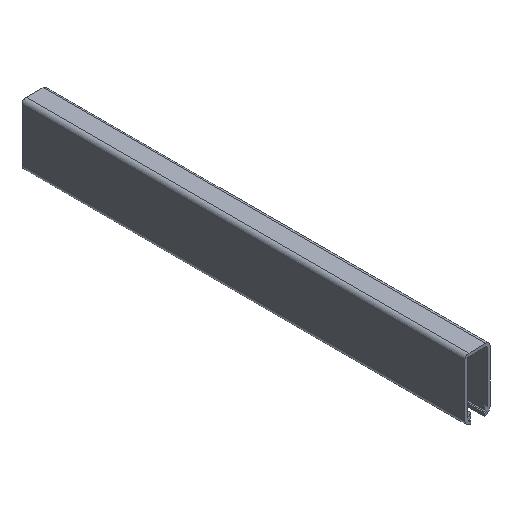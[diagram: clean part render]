
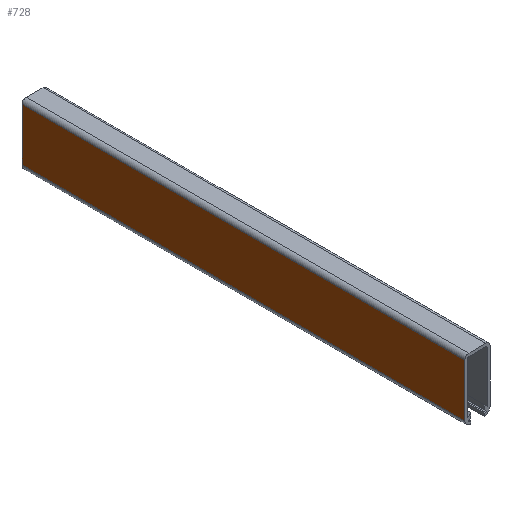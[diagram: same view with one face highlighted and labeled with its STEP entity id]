
A CAD part, isometric view. The second image highlights one B-rep face of the part: STEP entity #728.
In plain terms, the highlighted planar face has unit normal (-1, 0, 0).
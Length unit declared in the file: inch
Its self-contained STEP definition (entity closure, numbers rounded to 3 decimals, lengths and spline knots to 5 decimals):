
#665=CARTESIAN_POINT('',(3.00802,11.89845,0.792));
#666=VERTEX_POINT('',#665);
#674=CARTESIAN_POINT('',(3.00802,5.89845,0.792));
#675=VERTEX_POINT('',#674);
#676=CARTESIAN_POINT('',(3.00802,5.89845,0.792));
#677=DIRECTION('',(0.,1.,0.));
#678=VECTOR('',#677,1.);
#679=LINE('',#676,#678);
#680=EDGE_CURVE('',#675,#666,#679,.T.);
#698=CARTESIAN_POINT('',(3.00802,11.89845,0.08));
#699=VERTEX_POINT('',#698);
#700=CARTESIAN_POINT('',(3.00802,11.89845,0.08));
#701=DIRECTION('',(0.,0.,-1.));
#702=VECTOR('',#701,1.);
#703=LINE('',#700,#702);
#704=EDGE_CURVE('',#666,#699,#703,.T.);
#705=ORIENTED_EDGE('',*,*,#704,.T.);
#706=CARTESIAN_POINT('',(3.00802,5.89845,0.08));
#707=VERTEX_POINT('',#706);
#708=CARTESIAN_POINT('',(3.00802,5.89845,0.08));
#709=DIRECTION('',(0.,1.,0.));
#710=VECTOR('',#709,1.);
#711=LINE('',#708,#710);
#712=EDGE_CURVE('',#707,#699,#711,.T.);
#713=ORIENTED_EDGE('',*,*,#712,.F.);
#714=CARTESIAN_POINT('',(3.00802,5.89845,0.08));
#715=DIRECTION('',(0.,0.,1.));
#716=VECTOR('',#715,1.);
#717=LINE('',#714,#716);
#718=EDGE_CURVE('',#707,#675,#717,.T.);
#719=ORIENTED_EDGE('',*,*,#718,.T.);
#720=ORIENTED_EDGE('',*,*,#680,.T.);
#721=EDGE_LOOP('',(#705,#713,#719,#720));
#722=FACE_OUTER_BOUND('',#721,.T.);
#723=CARTESIAN_POINT('',(3.00802,5.89845,0.436));
#724=DIRECTION('',(-1.,0.,0.));
#725=DIRECTION('',(0.,0.,1.));
#726=AXIS2_PLACEMENT_3D('',#723,#724,#725);
#727=PLANE('',#726);
#728=ADVANCED_FACE('',(#722),#727,.T.);
